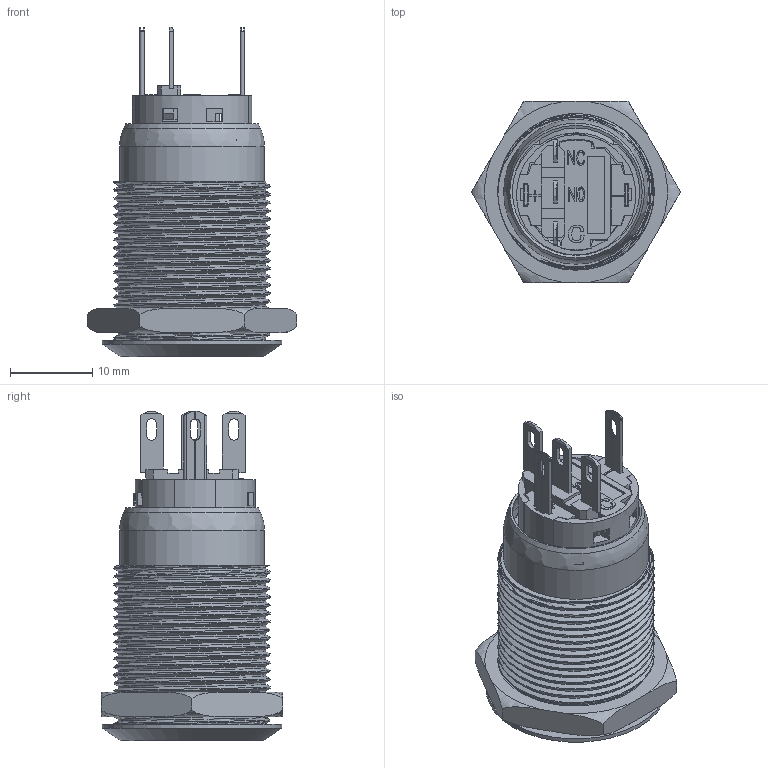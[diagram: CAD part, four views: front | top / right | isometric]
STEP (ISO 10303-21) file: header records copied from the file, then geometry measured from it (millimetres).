
FILE_DESCRIPTION(/* description */ (''),/* implementation_level */ '2;1');
FILE_NAME(/* name */ 'J19_281 381_x_t.stp',/* time_stamp */ '2019-11-28T11:29:21+08:00',/* author */ (''),/* organization */ (''),/* preprocessor_version */ 'ST-DEVELOPER v11',/* originating_system */ 'SIEMENS UGS NX 6.0',/* authorisation */ '');
FILE_SCHEMA (('CONFIG_CONTROL_DESIGN'));
Length unit declared in the file: millimetre
Products named in the file (13): solid_id63_x_t; solid_id58_x_t; solid_id53_x_t; solid_id48_x_t; solid_id43_x_t; solid_id38_x_t; solid_id33_x_t; solid_id28_x_t; solid_id23_x_t; solid_id16_x_t; solid_id11_x_t; solid_id6_x_t; J19_281 381_x_t
Assembly tree (13 placements, depth 2):
  J19_281 381_x_t
    solid_id6_x_t
    solid_id11_x_t
    solid_id16_x_t  x2
    solid_id23_x_t
    solid_id28_x_t
    solid_id33_x_t
    solid_id38_x_t
    solid_id43_x_t
    solid_id48_x_t
    solid_id53_x_t
    solid_id58_x_t
    solid_id63_x_t
Bounding box: 25.4 x 22 x 40 mm (x, y, z)
Volume: 4194.6 mm3; surface area: 9681.4 mm2
Topology: 13 solids, 13 shells, 838 faces, 2337 edges, 1534 vertices
Faces by surface type: plane 669, cylinder 106, extrusion 21, torus 16, cone 15, bspline 6, sphere 5
Full cylindrical faces by diameter (mm): 0.43 x1, 1 x2, 1.8 x1, 9.2 x1, 9.3 x1, 13.52 x1, 15.15 x1, 15.8 x1, 16.5 x1, 16.9 x1, 17.6 x1, 21.8 x1
Entity records: 30334 total; most frequent: CARTESIAN_POINT 8332, ORIENTED_EDGE 4450, DIRECTION 3901, EDGE_CURVE 2225, VECTOR 1811, LINE 1790, VERTEX_POINT 1478, AXIS2_PLACEMENT_3D 1045
